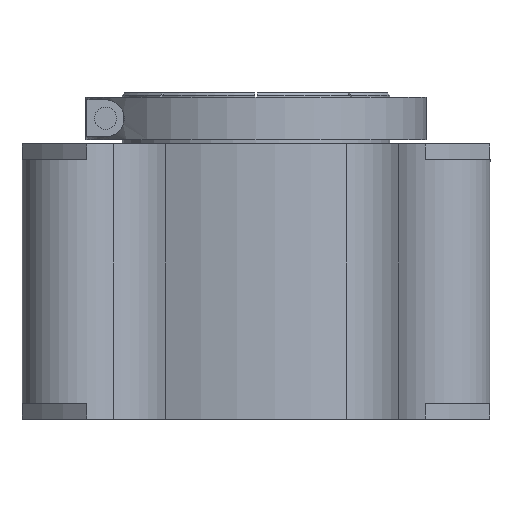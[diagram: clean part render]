
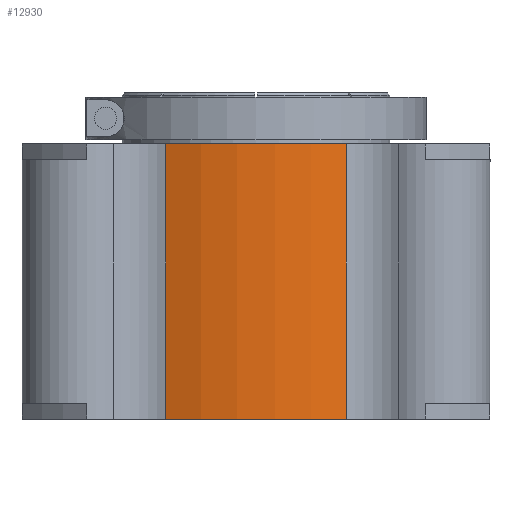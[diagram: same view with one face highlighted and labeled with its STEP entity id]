
A CAD part, front view. The second image highlights one B-rep face of the part: STEP entity #12930.
In plain terms, the highlighted cylindrical face has radius 70.064 mm (diameter 140.129 mm), a partial arc.
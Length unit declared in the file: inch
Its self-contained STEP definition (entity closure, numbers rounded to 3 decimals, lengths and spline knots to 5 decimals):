
#3614=DIRECTION('',(0.,0.,-1.));
#3615=VECTOR('',#3614,3.238);
#3616=CARTESIAN_POINT('',(1.06299,-2.5454,1.988));
#3617=LINE('',#3616,#3615);
#3618=DIRECTION('',(0.,0.,-1.));
#3619=VECTOR('',#3618,3.238);
#3620=CARTESIAN_POINT('',(-1.06299,-2.5454,1.988));
#3621=LINE('',#3620,#3619);
#3691=CARTESIAN_POINT('',(0.,0.,1.988));
#3692=DIRECTION('',(0.,0.,-1.));
#3693=DIRECTION('',(0.385,-0.923,0.));
#3694=AXIS2_PLACEMENT_3D('',#3691,#3692,#3693);
#4023=CARTESIAN_POINT('',(0.,0.,-1.25));
#4024=DIRECTION('',(0.,0.,1.));
#4025=DIRECTION('',(-0.385,-0.923,0.));
#4026=AXIS2_PLACEMENT_3D('',#4023,#4024,#4025);
#8080=CARTESIAN_POINT('',(-1.06299,-2.5454,-1.25));
#8082=VERTEX_POINT('',#8080);
#8083=CARTESIAN_POINT('',(1.06299,-2.5454,-1.25));
#8084=VERTEX_POINT('',#8083);
#8300=CARTESIAN_POINT('',(1.06299,-2.5454,1.988));
#8302=VERTEX_POINT('',#8300);
#8303=CARTESIAN_POINT('',(-1.06299,-2.5454,1.988));
#8304=VERTEX_POINT('',#8303);
#12916=CARTESIAN_POINT('',(0.,0.,0.));
#12917=DIRECTION('',(0.,0.,1.));
#12918=DIRECTION('',(1.,0.,0.));
#12919=AXIS2_PLACEMENT_3D('',#12916,#12917,#12918);
#12920=CYLINDRICAL_SURFACE('',#12919,2.75844);
#12922=ORIENTED_EDGE('',*,*,#12921,.F.);
#12924=ORIENTED_EDGE('',*,*,#12923,.F.);
#12925=ORIENTED_EDGE('',*,*,#12906,.T.);
#12927=ORIENTED_EDGE('',*,*,#12926,.F.);
#12928=EDGE_LOOP('',(#12922,#12924,#12925,#12927));
#12929=FACE_OUTER_BOUND('',#12928,.F.);
#12930=ADVANCED_FACE('',(#12929),#12920,.T.);
#3695=CIRCLE('',#3694,2.75844);
#4027=CIRCLE('',#4026,2.75844);
#12906=EDGE_CURVE('',#8302,#8084,#3617,.T.);
#12921=EDGE_CURVE('',#8304,#8082,#3621,.T.);
#12923=EDGE_CURVE('',#8302,#8304,#3695,.T.);
#12926=EDGE_CURVE('',#8082,#8084,#4027,.T.);
